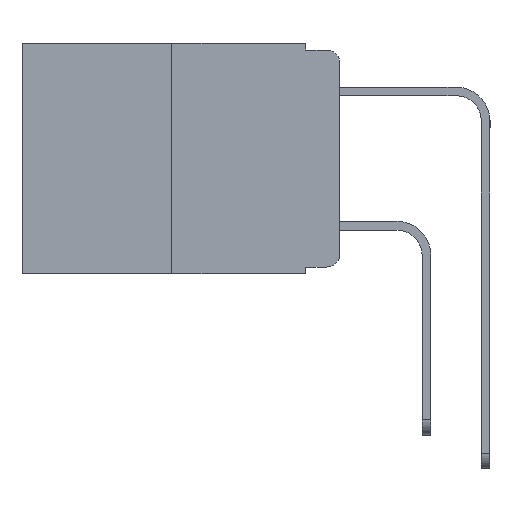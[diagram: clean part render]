
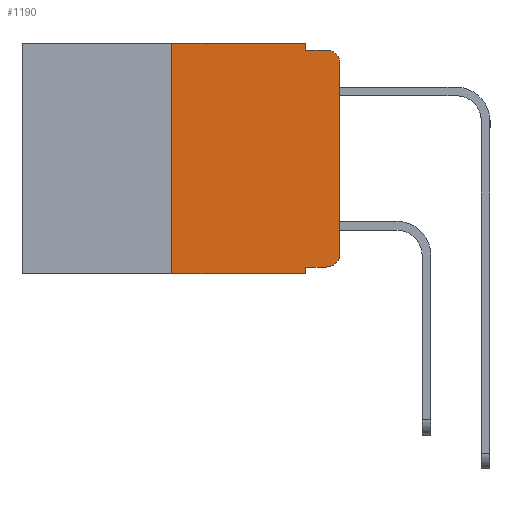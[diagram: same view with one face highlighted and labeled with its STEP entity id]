
A CAD part, left-side view. The second image highlights one B-rep face of the part: STEP entity #1190.
In plain terms, the highlighted planar face has unit normal (-1, 0, 0).
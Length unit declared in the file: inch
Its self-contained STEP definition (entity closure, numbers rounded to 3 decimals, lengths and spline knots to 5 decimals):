
#245 = ORIENTED_EDGE ( 'NONE', *, *, #3817, .F. ) ;
#668 = VERTEX_POINT ( 'NONE', #17751 ) ;
#1190 = ADVANCED_FACE ( 'NONE', ( #10393 ), #21081, .F. ) ;
#1205 = VERTEX_POINT ( 'NONE', #15272 ) ;
#1268 = VECTOR ( 'NONE', #5441, 39.37008 ) ;
#1282 = EDGE_CURVE ( 'NONE', #13322, #14274, #8149, .T. ) ;
#2019 = LINE ( 'NONE', #11211, #20391 ) ;
#2591 = EDGE_CURVE ( 'NONE', #13322, #668, #2019, .T. ) ;
#2965 = ORIENTED_EDGE ( 'NONE', *, *, #5093, .F. ) ;
#3625 = VECTOR ( 'NONE', #13971, 39.37008 ) ;
#3817 = EDGE_CURVE ( 'NONE', #7735, #1205, #14463, .T. ) ;
#4194 = ORIENTED_EDGE ( 'NONE', *, *, #8736, .T. ) ;
#4352 = CARTESIAN_POINT ( 'NONE',  ( 0., 0.02, -0.03 ) ) ;
#4684 = CARTESIAN_POINT ( 'NONE',  ( 0., 0.051, -0.01 ) ) ;
#4712 = CARTESIAN_POINT ( 'NONE',  ( 0., 0.473, 0. ) ) ;
#5093 = EDGE_CURVE ( 'NONE', #5709, #16895, #12767, .T. ) ;
#5441 = DIRECTION ( 'NONE',  ( 0., -1., 0. ) ) ;
#5709 = VERTEX_POINT ( 'NONE', #9819 ) ;
#6040 = VECTOR ( 'NONE', #22201, 39.37008 ) ;
#6212 = DIRECTION ( 'NONE',  ( 0., 0., -1. ) ) ;
#6294 = DIRECTION ( 'NONE',  ( -1., 0., 0. ) ) ;
#6336 = EDGE_CURVE ( 'NONE', #16895, #12514, #19471, .T. ) ;
#7494 = VECTOR ( 'NONE', #21790, 39.37008 ) ;
#7516 = EDGE_CURVE ( 'NONE', #8157, #12514, #21048, .T. ) ;
#7623 = ORIENTED_EDGE ( 'NONE', *, *, #1282, .T. ) ;
#7735 = VERTEX_POINT ( 'NONE', #20221 ) ;
#7980 = ORIENTED_EDGE ( 'NONE', *, *, #7516, .T. ) ;
#8149 = LINE ( 'NONE', #8189, #16953 ) ;
#8157 = VERTEX_POINT ( 'NONE', #21141 ) ;
#8189 = CARTESIAN_POINT ( 'NONE',  ( 0., 0.051, -0.333 ) ) ;
#8309 = CARTESIAN_POINT ( 'NONE',  ( 0., 0.051, -0.01 ) ) ;
#8622 = VECTOR ( 'NONE', #8772, 39.37008 ) ;
#8665 = ORIENTED_EDGE ( 'NONE', *, *, #16940, .T. ) ;
#8736 = EDGE_CURVE ( 'NONE', #18180, #8157, #17807, .T. ) ;
#8772 = DIRECTION ( 'NONE',  ( 0., -1., 0. ) ) ;
#9395 = AXIS2_PLACEMENT_3D ( 'NONE', #4712, #20283, #11227 ) ;
#9566 = CARTESIAN_POINT ( 'NONE',  ( 0., 0.02, -0.01 ) ) ;
#9769 = CARTESIAN_POINT ( 'NONE',  ( 0., 0.051, 0. ) ) ;
#9819 = CARTESIAN_POINT ( 'NONE',  ( 0., 0.051, 0. ) ) ;
#9839 = VECTOR ( 'NONE', #15900, 39.37008 ) ;
#9927 = AXIS2_PLACEMENT_3D ( 'NONE', #16864, #6294, #18571 ) ;
#9974 = ORIENTED_EDGE ( 'NONE', *, *, #10973, .F. ) ;
#10393 = FACE_OUTER_BOUND ( 'NONE', #15117, .T. ) ;
#10396 = CARTESIAN_POINT ( 'NONE',  ( 0., 0.25, 0. ) ) ;
#10973 = EDGE_CURVE ( 'NONE', #1205, #5709, #22468, .T. ) ;
#11022 = LINE ( 'NONE', #19433, #1268 ) ;
#11211 = CARTESIAN_POINT ( 'NONE',  ( 0., 0.051, 0. ) ) ;
#11227 = DIRECTION ( 'NONE',  ( 0., 0., -1. ) ) ;
#12514 = VERTEX_POINT ( 'NONE', #9566 ) ;
#12767 = LINE ( 'NONE', #9769, #7494 ) ;
#13014 = EDGE_CURVE ( 'NONE', #7735, #668, #11022, .T. ) ;
#13322 = VERTEX_POINT ( 'NONE', #21967 ) ;
#13971 = DIRECTION ( 'NONE',  ( 0., 0., 1. ) ) ;
#13979 = ORIENTED_EDGE ( 'NONE', *, *, #2591, .F. ) ;
#14274 = VERTEX_POINT ( 'NONE', #22185 ) ;
#14463 = LINE ( 'NONE', #10396, #9839 ) ;
#15058 = ORIENTED_EDGE ( 'NONE', *, *, #13014, .T. ) ;
#15117 = EDGE_LOOP ( 'NONE', ( #4194, #7980, #19605, #2965, #9974, #245, #15058, #13979, #7623, #8665 ) ) ;
#15272 = CARTESIAN_POINT ( 'NONE',  ( 0., 0.25, 0. ) ) ;
#15546 = CIRCLE ( 'NONE', #9927, 0.02 ) ;
#15900 = DIRECTION ( 'NONE',  ( 0., 0., 1. ) ) ;
#16781 = DIRECTION ( 'NONE',  ( -1., 0., 0. ) ) ;
#16819 = DIRECTION ( 'NONE',  ( 0., -1., 0. ) ) ;
#16864 = CARTESIAN_POINT ( 'NONE',  ( 0., 0.02, -0.313 ) ) ;
#16895 = VERTEX_POINT ( 'NONE', #4684 ) ;
#16940 = EDGE_CURVE ( 'NONE', #14274, #18180, #15546, .T. ) ;
#16953 = VECTOR ( 'NONE', #16819, 39.37008 ) ;
#17751 = CARTESIAN_POINT ( 'NONE',  ( 0., 0.051, -0.343 ) ) ;
#17807 = LINE ( 'NONE', #22561, #3625 ) ;
#18180 = VERTEX_POINT ( 'NONE', #22692 ) ;
#18456 = AXIS2_PLACEMENT_3D ( 'NONE', #4352, #16781, #6212 ) ;
#18571 = DIRECTION ( 'NONE',  ( 0., 0., -1. ) ) ;
#19433 = CARTESIAN_POINT ( 'NONE',  ( 0., 0.473, -0.343 ) ) ;
#19471 = LINE ( 'NONE', #8309, #6040 ) ;
#19605 = ORIENTED_EDGE ( 'NONE', *, *, #6336, .F. ) ;
#20221 = CARTESIAN_POINT ( 'NONE',  ( 0., 0.25, -0.343 ) ) ;
#20283 = DIRECTION ( 'NONE',  ( 1., 0., 0. ) ) ;
#20391 = VECTOR ( 'NONE', #21283, 39.37008 ) ;
#21048 = CIRCLE ( 'NONE', #18456, 0.02 ) ;
#21081 = PLANE ( 'NONE',  #9395 ) ;
#21141 = CARTESIAN_POINT ( 'NONE',  ( 0., 0., -0.03 ) ) ;
#21283 = DIRECTION ( 'NONE',  ( 0., 0., -1. ) ) ;
#21790 = DIRECTION ( 'NONE',  ( 0., 0., -1. ) ) ;
#21967 = CARTESIAN_POINT ( 'NONE',  ( 0., 0.051, -0.333 ) ) ;
#22185 = CARTESIAN_POINT ( 'NONE',  ( 0., 0.02, -0.333 ) ) ;
#22201 = DIRECTION ( 'NONE',  ( 0., -1., 0. ) ) ;
#22468 = LINE ( 'NONE', #22640, #8622 ) ;
#22561 = CARTESIAN_POINT ( 'NONE',  ( 0., 0., 0. ) ) ;
#22640 = CARTESIAN_POINT ( 'NONE',  ( 0., 0.473, 0. ) ) ;
#22692 = CARTESIAN_POINT ( 'NONE',  ( 0., 0., -0.313 ) ) ;
